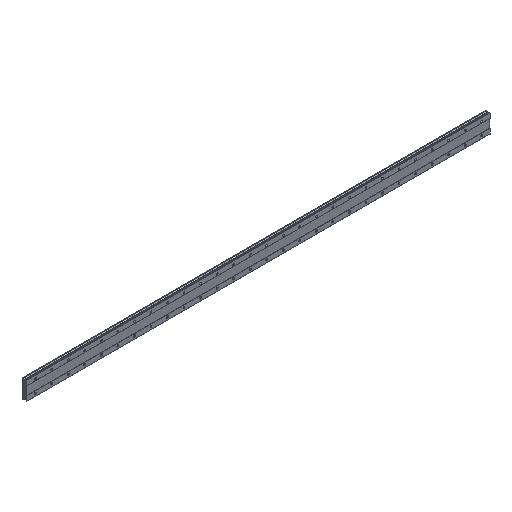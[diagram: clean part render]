
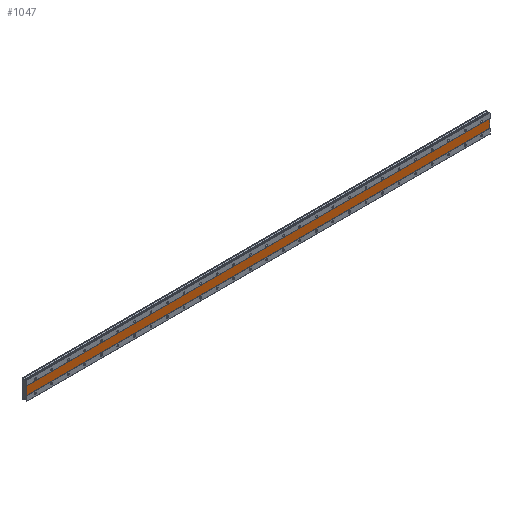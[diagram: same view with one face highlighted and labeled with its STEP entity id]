
A CAD part, isometric view. The second image highlights one B-rep face of the part: STEP entity #1047.
In plain terms, the highlighted planar face has unit normal (0, -1, 0).
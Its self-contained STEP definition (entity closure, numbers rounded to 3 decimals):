
#285 = VERTEX_POINT ( 'NONE', #8934 ) ;
#338 = CARTESIAN_POINT ( 'NONE',  ( -40., 1., 20. ) ) ;
#394 = ORIENTED_EDGE ( 'NONE', *, *, #4485, .F. ) ;
#645 = DIRECTION ( 'NONE',  ( 0., 0., -1. ) ) ;
#660 = VECTOR ( 'NONE', #1578, 1000. ) ;
#862 = PLANE ( 'NONE',  #6220 ) ;
#1047 = ADVANCED_FACE ( 'NONE', ( #9169 ), #862, .F. ) ;
#1352 = EDGE_CURVE ( 'NONE', #5869, #3993, #5931, .T. ) ;
#1481 = CARTESIAN_POINT ( 'NONE',  ( -40., 1., 44.91 ) ) ;
#1578 = DIRECTION ( 'NONE',  ( 0., 0., -1. ) ) ;
#1940 = CARTESIAN_POINT ( 'NONE',  ( 2200., 1., 20. ) ) ;
#2083 = ORIENTED_EDGE ( 'NONE', *, *, #4606, .F. ) ;
#2385 = DIRECTION ( 'NONE',  ( 0., 0., 1. ) ) ;
#3422 = VERTEX_POINT ( 'NONE', #1940 ) ;
#3578 = CARTESIAN_POINT ( 'NONE',  ( 2200., 1., 20. ) ) ;
#3625 = DIRECTION ( 'NONE',  ( 1., 0., 0. ) ) ;
#3792 = EDGE_CURVE ( 'NONE', #285, #3993, #6100, .T. ) ;
#3882 = LINE ( 'NONE', #7024, #660 ) ;
#3993 = VERTEX_POINT ( 'NONE', #9290 ) ;
#4319 = ORIENTED_EDGE ( 'NONE', *, *, #3792, .F. ) ;
#4485 = EDGE_CURVE ( 'NONE', #3422, #285, #3882, .T. ) ;
#4606 = EDGE_CURVE ( 'NONE', #5869, #3422, #8044, .T. ) ;
#5227 = VECTOR ( 'NONE', #3625, 1000. ) ;
#5292 = VECTOR ( 'NONE', #5336, 1000. ) ;
#5336 = DIRECTION ( 'NONE',  ( -1., 0., 0. ) ) ;
#5869 = VERTEX_POINT ( 'NONE', #338 ) ;
#5931 = LINE ( 'NONE', #1481, #8432 ) ;
#6100 = LINE ( 'NONE', #9124, #5292 ) ;
#6220 = AXIS2_PLACEMENT_3D ( 'NONE', #6852, #8476, #2385 ) ;
#6852 = CARTESIAN_POINT ( 'NONE',  ( 2200., 1., 20. ) ) ;
#7024 = CARTESIAN_POINT ( 'NONE',  ( 2200., 1., 44.91 ) ) ;
#7670 = ORIENTED_EDGE ( 'NONE', *, *, #1352, .T. ) ;
#7706 = EDGE_LOOP ( 'NONE', ( #4319, #394, #2083, #7670 ) ) ;
#8044 = LINE ( 'NONE', #3578, #5227 ) ;
#8432 = VECTOR ( 'NONE', #645, 1000. ) ;
#8476 = DIRECTION ( 'NONE',  ( 0., 1., 0. ) ) ;
#8934 = CARTESIAN_POINT ( 'NONE',  ( 2200., 1., -20. ) ) ;
#9124 = CARTESIAN_POINT ( 'NONE',  ( 2200., 1., -20. ) ) ;
#9169 = FACE_OUTER_BOUND ( 'NONE', #7706, .T. ) ;
#9290 = CARTESIAN_POINT ( 'NONE',  ( -40., 1., -20. ) ) ;
